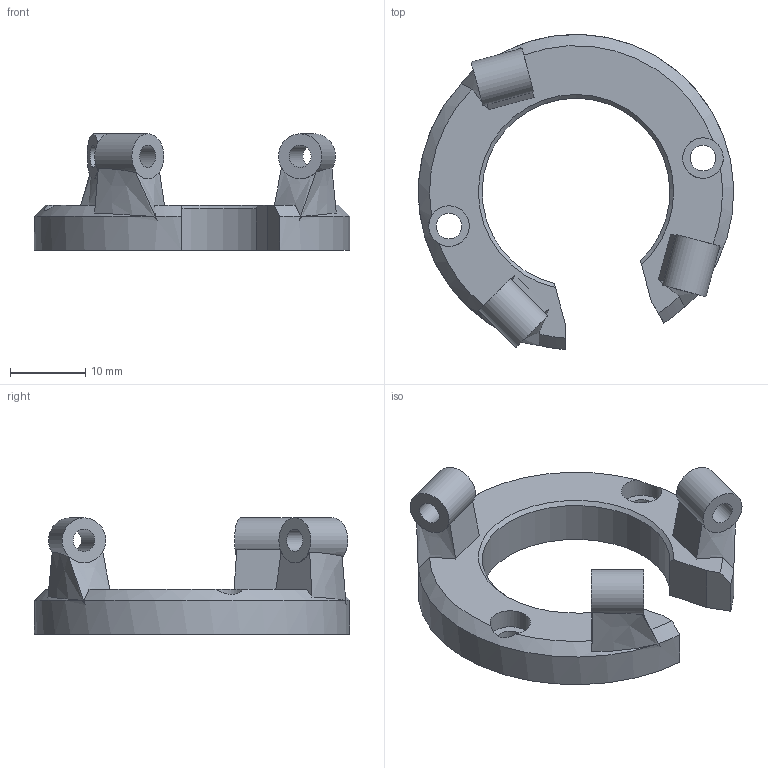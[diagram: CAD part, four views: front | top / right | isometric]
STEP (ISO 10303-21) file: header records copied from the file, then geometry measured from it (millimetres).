
FILE_DESCRIPTION(/* description */ (''),/* implementation_level */ '2;1');
FILE_NAME(/* name */ 'kb_trackball_base.step',/* time_stamp */ '2023-09-24T15:46:32+08:00',/* author */ (''),/* organization */ (''),/* preprocessor_version */ 'ST-DEVELOPER v20',/* originating_system */ 'Autodesk Translation Framework v12.14.0.127',/* authorisation */ '');
FILE_SCHEMA (('AUTOMOTIVE_DESIGN { 1 0 10303 214 3 1 1 }'));
Length unit declared in the file: millimetre
Products named in the file (2): Thrfv case with track ball cage; trackball base
Assembly tree (1 placements, depth 2):
  Thrfv case with track ball cage
    trackball base
Bounding box: 41.98 x 41.95 x 15.5 mm (x, y, z)
Volume: 5348.1 mm3; surface area: 3610.8 mm2
Topology: 1 solids, 1 shells, 43 faces, 114 edges, 76 vertices
Faces by surface type: plane 20, cylinder 12, bspline 6, cone 5
Full cylindrical faces by diameter (mm): 3 x3, 3.4 x2, 5.4 x2, 6 x3
Entity records: 1667 total; most frequent: CARTESIAN_POINT 561, ORIENTED_EDGE 228, DIRECTION 203, EDGE_CURVE 114, AXIS2_PLACEMENT_3D 79, VERTEX_POINT 76, EDGE_LOOP 56, LINE 45
